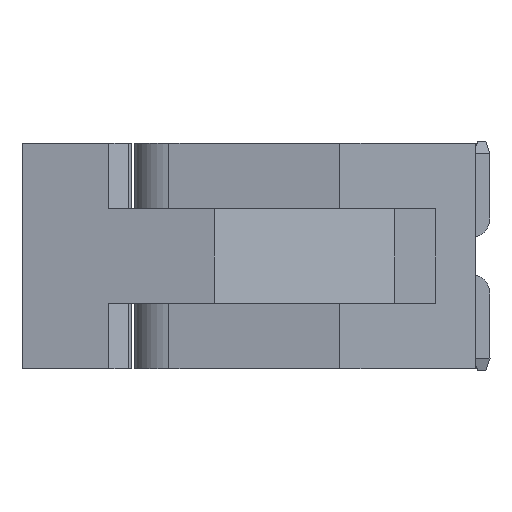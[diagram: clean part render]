
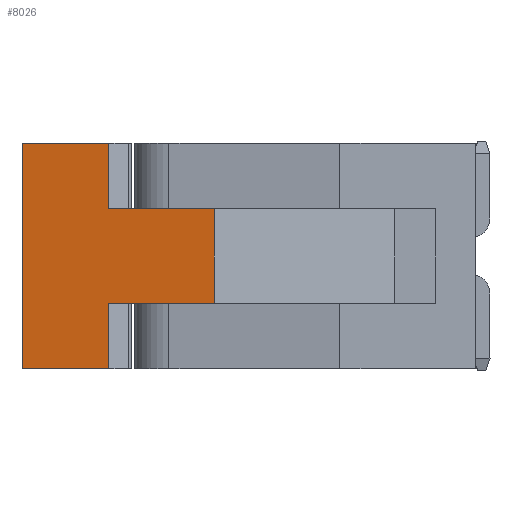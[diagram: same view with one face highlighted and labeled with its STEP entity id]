
A CAD part, left-side view. The second image highlights one B-rep face of the part: STEP entity #8026.
In plain terms, the highlighted planar face has unit normal (-0.986, 0.165, 0).
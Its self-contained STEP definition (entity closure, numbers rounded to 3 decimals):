
#75 = VECTOR ( 'NONE', #3620, 1000. ) ;
#201 = ORIENTED_EDGE ( 'NONE', *, *, #5207, .T. ) ;
#312 = FACE_OUTER_BOUND ( 'NONE', #440, .T. ) ;
#440 = EDGE_LOOP ( 'NONE', ( #4670, #7183, #201, #3206, #695, #7652, #7730, #6530 ) ) ;
#502 = EDGE_CURVE ( 'NONE', #2109, #2077, #3316, .T. ) ;
#695 = ORIENTED_EDGE ( 'NONE', *, *, #502, .T. ) ;
#908 = EDGE_CURVE ( 'NONE', #4178, #5574, #7377, .T. ) ;
#1114 = VECTOR ( 'NONE', #3160, 1000. ) ;
#1143 = EDGE_CURVE ( 'NONE', #6838, #2077, #2257, .T. ) ;
#1303 = DIRECTION ( 'NONE',  ( 0., 0., -1. ) ) ;
#1341 = EDGE_CURVE ( 'NONE', #2109, #1892, #4185, .T. ) ;
#1454 = CARTESIAN_POINT ( 'NONE',  ( 51.178, 47.857, 0. ) ) ;
#1892 = VERTEX_POINT ( 'NONE', #3448 ) ;
#2077 = VERTEX_POINT ( 'NONE', #6737 ) ;
#2109 = VERTEX_POINT ( 'NONE', #4778 ) ;
#2257 = LINE ( 'NONE', #4477, #4496 ) ;
#2410 = CARTESIAN_POINT ( 'NONE',  ( 51.178, 47.857, -5.5 ) ) ;
#2427 = DIRECTION ( 'NONE',  ( -0.165, -0.986, 0. ) ) ;
#2966 = PLANE ( 'NONE',  #5343 ) ;
#3075 = VECTOR ( 'NONE', #3299, 1000. ) ;
#3131 = VERTEX_POINT ( 'NONE', #8052 ) ;
#3160 = DIRECTION ( 'NONE',  ( -0.165, -0.986, 0. ) ) ;
#3206 = ORIENTED_EDGE ( 'NONE', *, *, #1341, .F. ) ;
#3299 = DIRECTION ( 'NONE',  ( 0., 0., -1. ) ) ;
#3316 = LINE ( 'NONE', #7713, #1114 ) ;
#3448 = CARTESIAN_POINT ( 'NONE',  ( 50.824, 45.744, -5.5 ) ) ;
#3578 = CARTESIAN_POINT ( 'NONE',  ( 50.824, 45.744, -1.6 ) ) ;
#3620 = DIRECTION ( 'NONE',  ( 0., 0., -1. ) ) ;
#3646 = CARTESIAN_POINT ( 'NONE',  ( 51.178, 47.857, -3.9 ) ) ;
#3698 = VECTOR ( 'NONE', #5116, 1000. ) ;
#4178 = VERTEX_POINT ( 'NONE', #7294 ) ;
#4185 = LINE ( 'NONE', #5309, #3075 ) ;
#4477 = CARTESIAN_POINT ( 'NONE',  ( 50.395, 43.177, -3.9 ) ) ;
#4496 = VECTOR ( 'NONE', #1303, 1000. ) ;
#4511 = LINE ( 'NONE', #3578, #8093 ) ;
#4670 = ORIENTED_EDGE ( 'NONE', *, *, #908, .T. ) ;
#4778 = CARTESIAN_POINT ( 'NONE',  ( 50.824, 45.744, -3.9 ) ) ;
#4824 = DIRECTION ( 'NONE',  ( -0.165, -0.986, 0. ) ) ;
#4870 = DIRECTION ( 'NONE',  ( -0.165, -0.986, 0. ) ) ;
#4987 = CARTESIAN_POINT ( 'NONE',  ( 51.178, 47.857, -5.5 ) ) ;
#5116 = DIRECTION ( 'NONE',  ( 0., 0., -1. ) ) ;
#5157 = EDGE_CURVE ( 'NONE', #5574, #7398, #6895, .T. ) ;
#5207 = EDGE_CURVE ( 'NONE', #7398, #1892, #7380, .T. ) ;
#5309 = CARTESIAN_POINT ( 'NONE',  ( 50.824, 45.744, -3.9 ) ) ;
#5329 = EDGE_CURVE ( 'NONE', #4178, #3131, #6093, .T. ) ;
#5343 = AXIS2_PLACEMENT_3D ( 'NONE', #8051, #5537, #4870 ) ;
#5423 = CARTESIAN_POINT ( 'NONE',  ( 50.395, 43.177, -1.6 ) ) ;
#5537 = DIRECTION ( 'NONE',  ( -0.986, 0.165, 0. ) ) ;
#5566 = CARTESIAN_POINT ( 'NONE',  ( 50.824, 45.744, -3.9 ) ) ;
#5574 = VERTEX_POINT ( 'NONE', #1454 ) ;
#5771 = EDGE_CURVE ( 'NONE', #3131, #6838, #4511, .T. ) ;
#6093 = LINE ( 'NONE', #5566, #3698 ) ;
#6153 = CARTESIAN_POINT ( 'NONE',  ( 51.178, 47.857, 0. ) ) ;
#6530 = ORIENTED_EDGE ( 'NONE', *, *, #5329, .F. ) ;
#6575 = VECTOR ( 'NONE', #7393, 1000. ) ;
#6737 = CARTESIAN_POINT ( 'NONE',  ( 50.395, 43.177, -3.9 ) ) ;
#6838 = VERTEX_POINT ( 'NONE', #5423 ) ;
#6895 = LINE ( 'NONE', #3646, #75 ) ;
#7183 = ORIENTED_EDGE ( 'NONE', *, *, #5157, .T. ) ;
#7294 = CARTESIAN_POINT ( 'NONE',  ( 50.824, 45.744, 0. ) ) ;
#7377 = LINE ( 'NONE', #6153, #6575 ) ;
#7380 = LINE ( 'NONE', #4987, #7694 ) ;
#7393 = DIRECTION ( 'NONE',  ( 0.165, 0.986, 0. ) ) ;
#7398 = VERTEX_POINT ( 'NONE', #2410 ) ;
#7652 = ORIENTED_EDGE ( 'NONE', *, *, #1143, .F. ) ;
#7694 = VECTOR ( 'NONE', #2427, 1000. ) ;
#7713 = CARTESIAN_POINT ( 'NONE',  ( 51.178, 47.857, -3.9 ) ) ;
#7730 = ORIENTED_EDGE ( 'NONE', *, *, #5771, .F. ) ;
#8026 = ADVANCED_FACE ( 'NONE', ( #312 ), #2966, .T. ) ;
#8051 = CARTESIAN_POINT ( 'NONE',  ( 51.178, 47.857, -3.9 ) ) ;
#8052 = CARTESIAN_POINT ( 'NONE',  ( 50.824, 45.744, -1.6 ) ) ;
#8093 = VECTOR ( 'NONE', #4824, 1000. ) ;
